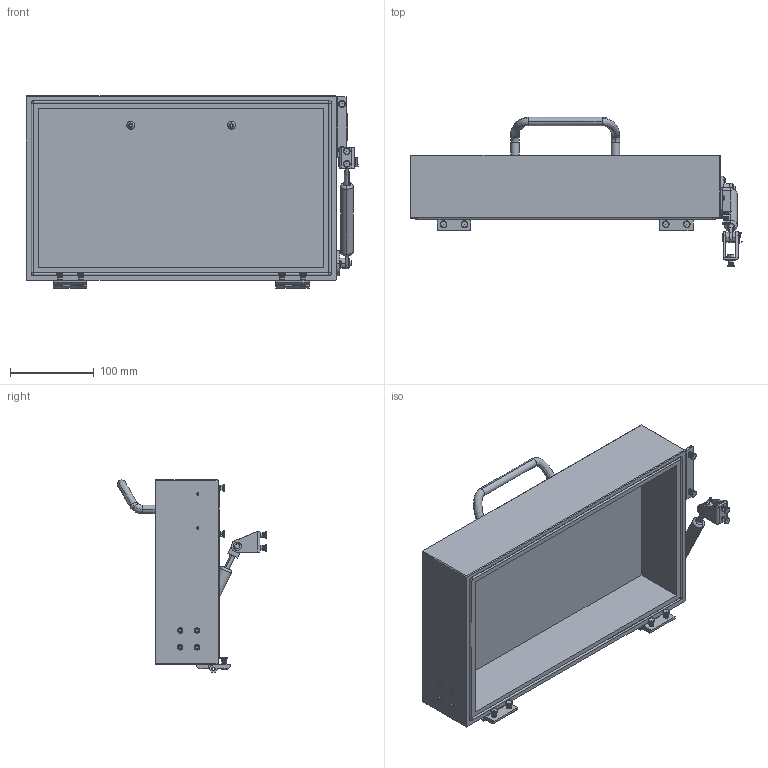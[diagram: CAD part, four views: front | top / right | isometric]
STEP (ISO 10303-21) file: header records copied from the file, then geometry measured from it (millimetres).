
FILE_DESCRIPTION (( 'STEP AP214' ), '1' );
FILE_NAME ('INGUN_15535.STEP', '2021-03-29T13:57:34', ( '' ), ( '' ), 'SwSTEP 2.0', 'SolidWorks 2018', '' );
FILE_SCHEMA (( 'AUTOMOTIVE_DESIGN' ));
Length unit declared in the file: millimetre
Products named in the file (30): 17053~2; 17984_1~2_bearbeitet<Standard>; 17984~4; 2348_3~0; 2348~0_ Verschluss rechts ohne Bolzen<Standard>; 16548~0_flexiebel<Standard>; 15537-1~0; DIN125~n_03,2 M03,0; 2497-1~0; 2621~0; 15313~11; 2207~0; 2497-2~0; 15536~0_flexibel <Standard>; 8577~1; DIN125~n_04,3 M04,0; ISO7380~n_M03,0x010; DIN912~n_M04,0x008; INGUN_15535; ISO7380~n_M05,0x020; ISO7380~n_M04,0x008; 2833~0_d 5; 2348_2~0; 5107-VA_2030_F_H_SN-Haube~0; 35805~0_S; 15537-2~0; DIN7991~n_M04,0x010; 4890~1; 17984_1~2; ISO7380~n_M04,0x010
Assembly tree (51 placements, depth 3):
  INGUN_15535
    15313~11
    16548~0_flexiebel<Standard>
      2497-1~0
      2497-2~0
    2348~0_ Verschluss rechts ohne Bolzen<Standard>
      2348_3~0
      2348_2~0
    17053~2
    2621~0  x2
    2833~0_d 5
    8577~1
    17984~4  x2
      17984_1~2
      17984_1~2_bearbeitet<Standard>
    5107-VA_2030_F_H_SN-Haube~0
    15536~0_flexibel <Standard>
      15537-1~0
      15537-2~0
    4890~1  x8
    35805~0_S
    2207~0  x4
    ISO7380~n_M04,0x010  x2
    ISO7380~n_M05,0x020  x2
    DIN912~n_M04,0x008  x2
    DIN7991~n_M04,0x010  x4
    ISO7380~n_M04,0x008  x2
    DIN125~n_04,3 M04,0  x2
    ISO7380~n_M03,0x010  x2
    DIN125~n_03,2 M03,0  x2
Bounding box: 395.8 x 178 x 229 mm (x, y, z)
Volume: 2314741.1 mm3; surface area: 382985.2 mm2
Topology: 60 solids, 60 shells, 2453 faces, 5849 edges, 3772 vertices
Faces by surface type: plane 1463, cylinder 645, cone 206, torus 110, bspline 29
Entity records: 37765 total; most frequent: CARTESIAN_POINT 8184, DIRECTION 5979, ORIENTED_EDGE 5366, EDGE_CURVE 2683, AXIS2_PLACEMENT_3D 2320, VERTEX_POINT 1719, VECTOR 1339, LINE 1339
